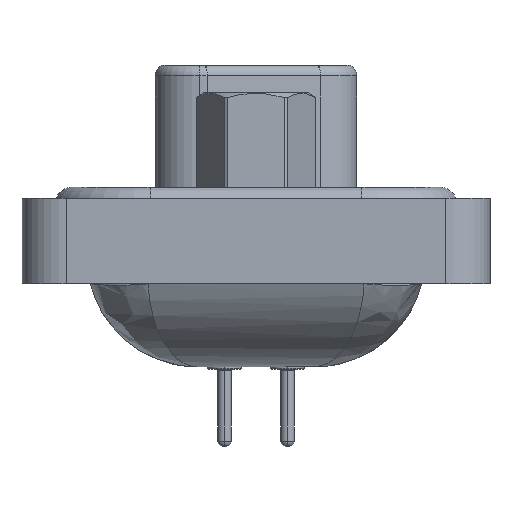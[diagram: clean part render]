
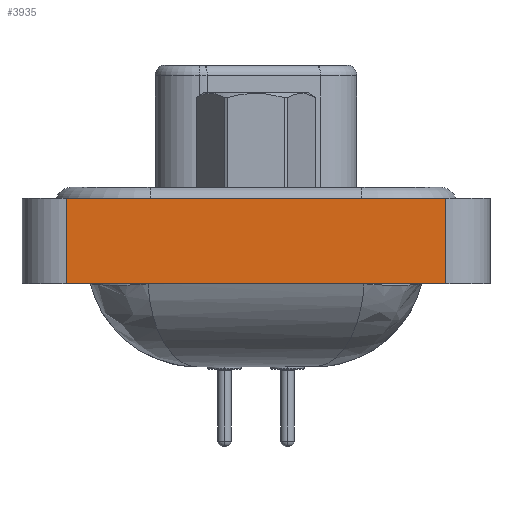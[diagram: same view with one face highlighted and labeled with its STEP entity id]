
A CAD part, left-side view. The second image highlights one B-rep face of the part: STEP entity #3935.
In plain terms, the highlighted planar face has unit normal (-1, 0, 0).
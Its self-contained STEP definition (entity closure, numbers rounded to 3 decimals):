
#16 = ORIENTED_EDGE ( 'NONE', *, *, #2379, .T. ) ;
#262 = ORIENTED_EDGE ( 'NONE', *, *, #8156, .F. ) ;
#1074 = FACE_OUTER_BOUND ( 'NONE', #17988, .T. ) ;
#1205 = ORIENTED_EDGE ( 'NONE', *, *, #16575, .T. ) ;
#2379 = EDGE_CURVE ( 'NONE', #10167, #10142, #6868, .T. ) ;
#3467 = CARTESIAN_POINT ( 'NONE',  ( -7.225, 8.55, -3.35 ) ) ;
#3935 = ADVANCED_FACE ( 'NONE', ( #1074 ), #11645, .T. ) ;
#4564 = CARTESIAN_POINT ( 'NONE',  ( -7.225, -8.55, -3.35 ) ) ;
#5735 = DIRECTION ( 'NONE',  ( 0., 0., 1. ) ) ;
#5925 = ORIENTED_EDGE ( 'NONE', *, *, #13787, .F. ) ;
#6868 = LINE ( 'NONE', #15177, #16343 ) ;
#7532 = DIRECTION ( 'NONE',  ( 0., 0., 1. ) ) ;
#7573 = DIRECTION ( 'NONE',  ( 0., -1., 0. ) ) ;
#7889 = VERTEX_POINT ( 'NONE', #23636 ) ;
#8156 = EDGE_CURVE ( 'NONE', #10558, #7889, #14009, .T. ) ;
#9955 = CARTESIAN_POINT ( 'NONE',  ( -7.225, -8.55, -3.35 ) ) ;
#10142 = VERTEX_POINT ( 'NONE', #24144 ) ;
#10167 = VERTEX_POINT ( 'NONE', #4564 ) ;
#10558 = VERTEX_POINT ( 'NONE', #10574 ) ;
#10574 = CARTESIAN_POINT ( 'NONE',  ( -7.225, 8.55, -3.35 ) ) ;
#10862 = AXIS2_PLACEMENT_3D ( 'NONE', #9955, #18528, #5735 ) ;
#11645 = PLANE ( 'NONE',  #10862 ) ;
#12604 = VECTOR ( 'NONE', #7532, 1000. ) ;
#13787 = EDGE_CURVE ( 'NONE', #7889, #10142, #27558, .T. ) ;
#14009 = LINE ( 'NONE', #3467, #12604 ) ;
#15177 = CARTESIAN_POINT ( 'NONE',  ( -7.225, -8.55, -3.35 ) ) ;
#15611 = VECTOR ( 'NONE', #7573, 1000. ) ;
#16343 = VECTOR ( 'NONE', #26080, 1000. ) ;
#16575 = EDGE_CURVE ( 'NONE', #10558, #10167, #18272, .T. ) ;
#17715 = VECTOR ( 'NONE', #23716, 1000. ) ;
#17988 = EDGE_LOOP ( 'NONE', ( #16, #5925, #262, #1205 ) ) ;
#18272 = LINE ( 'NONE', #26936, #15611 ) ;
#18528 = DIRECTION ( 'NONE',  ( -1., 0., 0. ) ) ;
#21447 = CARTESIAN_POINT ( 'NONE',  ( -7.225, -8.55, 0.5 ) ) ;
#23636 = CARTESIAN_POINT ( 'NONE',  ( -7.225, 8.55, 0.5 ) ) ;
#23716 = DIRECTION ( 'NONE',  ( 0., -1., 0. ) ) ;
#24144 = CARTESIAN_POINT ( 'NONE',  ( -7.225, -8.55, 0.5 ) ) ;
#26080 = DIRECTION ( 'NONE',  ( 0., 0., 1. ) ) ;
#26936 = CARTESIAN_POINT ( 'NONE',  ( -7.225, -8.55, -3.35 ) ) ;
#27558 = LINE ( 'NONE', #21447, #17715 ) ;
